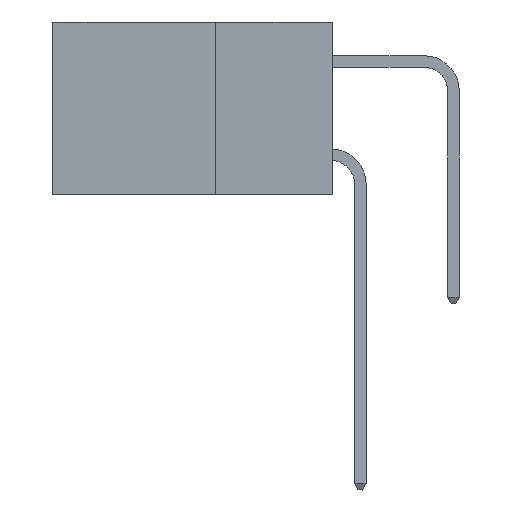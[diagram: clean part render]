
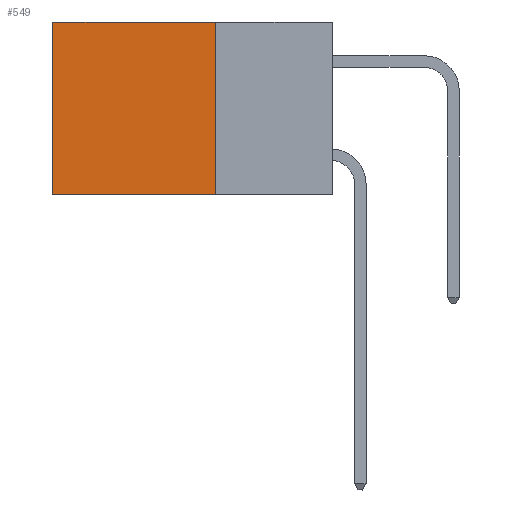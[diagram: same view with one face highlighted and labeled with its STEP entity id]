
A CAD part, left-side view. The second image highlights one B-rep face of the part: STEP entity #549.
In plain terms, the highlighted planar face has unit normal (-1, 0, 0).
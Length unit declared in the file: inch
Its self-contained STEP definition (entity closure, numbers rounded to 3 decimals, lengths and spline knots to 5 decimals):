
#549 = ADVANCED_FACE ( 'NONE', ( #29215 ), #10709, .F. ) ;
#1669 = EDGE_CURVE ( 'NONE', #25163, #23483, #22693, .T. ) ;
#2038 = DIRECTION ( 'NONE',  ( 0., 0., -1. ) ) ;
#5048 = CARTESIAN_POINT ( 'NONE',  ( 0.298, 0.6, 0. ) ) ;
#5733 = ORIENTED_EDGE ( 'NONE', *, *, #21826, .T. ) ;
#6178 = CARTESIAN_POINT ( 'NONE',  ( 0.298, 0.25, 0. ) ) ;
#7849 = VECTOR ( 'NONE', #14138, 39.37008 ) ;
#8861 = EDGE_CURVE ( 'NONE', #25163, #14363, #26141, .T. ) ;
#8958 = CARTESIAN_POINT ( 'NONE',  ( 0.298, 0.25, -0.37 ) ) ;
#9022 = ORIENTED_EDGE ( 'NONE', *, *, #26894, .F. ) ;
#9738 = CARTESIAN_POINT ( 'NONE',  ( 0.298, 0.25, 0. ) ) ;
#10709 = PLANE ( 'NONE',  #16601 ) ;
#11786 = DIRECTION ( 'NONE',  ( 0., 1., 0. ) ) ;
#12975 = LINE ( 'NONE', #18095, #24461 ) ;
#12996 = DIRECTION ( 'NONE',  ( 1., 0., 0. ) ) ;
#14138 = DIRECTION ( 'NONE',  ( 0., 0., -1. ) ) ;
#14363 = VERTEX_POINT ( 'NONE', #8958 ) ;
#16601 = AXIS2_PLACEMENT_3D ( 'NONE', #24427, #12996, #29053 ) ;
#18095 = CARTESIAN_POINT ( 'NONE',  ( 0.298, 0.6, 0. ) ) ;
#18532 = EDGE_LOOP ( 'NONE', ( #5733, #9022, #29397, #23588 ) ) ;
#21164 = LINE ( 'NONE', #23236, #27268 ) ;
#21826 = EDGE_CURVE ( 'NONE', #23483, #27591, #12975, .T. ) ;
#22693 = LINE ( 'NONE', #9738, #28055 ) ;
#23205 = CARTESIAN_POINT ( 'NONE',  ( 0.298, 0.6, -0.37 ) ) ;
#23236 = CARTESIAN_POINT ( 'NONE',  ( 0.298, 0.25, -0.37 ) ) ;
#23483 = VERTEX_POINT ( 'NONE', #5048 ) ;
#23588 = ORIENTED_EDGE ( 'NONE', *, *, #1669, .T. ) ;
#24427 = CARTESIAN_POINT ( 'NONE',  ( 0.298, 0.25, 0. ) ) ;
#24461 = VECTOR ( 'NONE', #2038, 39.37008 ) ;
#25163 = VERTEX_POINT ( 'NONE', #6178 ) ;
#25562 = CARTESIAN_POINT ( 'NONE',  ( 0.298, 0.25, 0. ) ) ;
#26141 = LINE ( 'NONE', #25562, #7849 ) ;
#26894 = EDGE_CURVE ( 'NONE', #14363, #27591, #21164, .T. ) ;
#27268 = VECTOR ( 'NONE', #11786, 39.37008 ) ;
#27591 = VERTEX_POINT ( 'NONE', #23205 ) ;
#28055 = VECTOR ( 'NONE', #28083, 39.37008 ) ;
#28083 = DIRECTION ( 'NONE',  ( 0., 1., 0. ) ) ;
#29053 = DIRECTION ( 'NONE',  ( 0., 0., -1. ) ) ;
#29215 = FACE_OUTER_BOUND ( 'NONE', #18532, .T. ) ;
#29397 = ORIENTED_EDGE ( 'NONE', *, *, #8861, .F. ) ;
